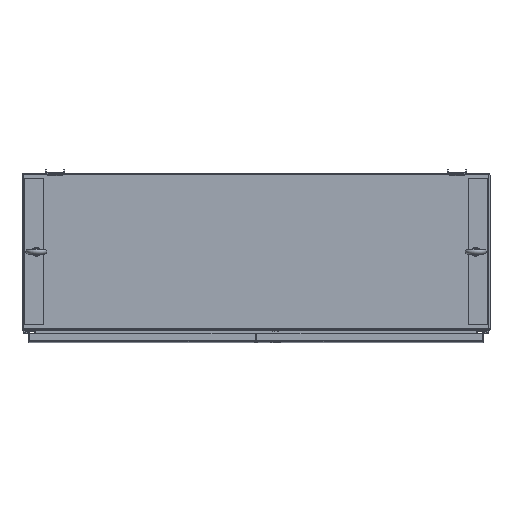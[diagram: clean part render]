
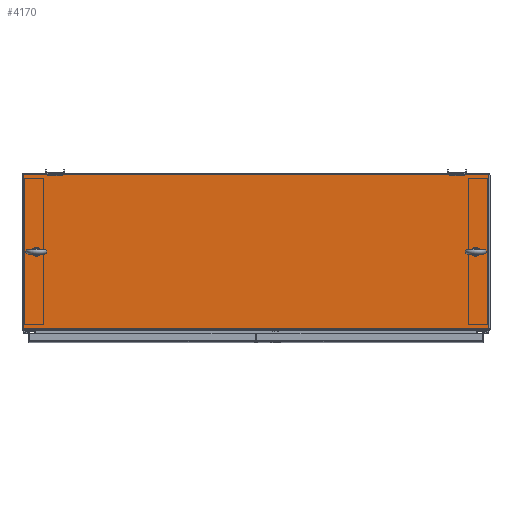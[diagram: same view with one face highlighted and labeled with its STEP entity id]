
A CAD part, top view. The second image highlights one B-rep face of the part: STEP entity #4170.
In plain terms, the highlighted planar face has unit normal (0, 0, 1).
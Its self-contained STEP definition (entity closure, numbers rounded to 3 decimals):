
#4170 = ADVANCED_FACE( '', ( #10620, #10621, #10622 ), #10623, .T. );
#10620 = FACE_BOUND( '', #21529, .T. );
#10621 = FACE_BOUND( '', #21530, .T. );
#10622 = FACE_OUTER_BOUND( '', #21531, .T. );
#10623 = PLANE( '', #21532 );
#21529 = EDGE_LOOP( '', ( #42651 ) );
#21530 = EDGE_LOOP( '', ( #42652 ) );
#21531 = EDGE_LOOP( '', ( #42653, #42654, #42655, #42656 ) );
#21532 = AXIS2_PLACEMENT_3D( '', #42657, #42658, #42659 );
#42651 = ORIENTED_EDGE( '', *, *, #73146, .T. );
#42652 = ORIENTED_EDGE( '', *, *, #73147, .T. );
#42653 = ORIENTED_EDGE( '', *, *, #73148, .T. );
#42654 = ORIENTED_EDGE( '', *, *, #73149, .T. );
#42655 = ORIENTED_EDGE( '', *, *, #73150, .T. );
#42656 = ORIENTED_EDGE( '', *, *, #73151, .T. );
#42657 = CARTESIAN_POINT( '', ( 0., 0., 0. ) );
#42658 = DIRECTION( '', ( 0., 0., 1. ) );
#42659 = DIRECTION( '', ( 1., 0., 0. ) );
#73146 = EDGE_CURVE( '', #83605, #83605, #83606, .T. );
#73147 = EDGE_CURVE( '', #83607, #83607, #83608, .T. );
#73148 = EDGE_CURVE( '', #83609, #83610, #83611, .T. );
#73149 = EDGE_CURVE( '', #83610, #83612, #83613, .T. );
#73150 = EDGE_CURVE( '', #83612, #83614, #83615, .T. );
#73151 = EDGE_CURVE( '', #83614, #83609, #83616, .T. );
#83605 = VERTEX_POINT( '', #101116 );
#83606 = CIRCLE( '', #101117, 7.938 );
#83607 = VERTEX_POINT( '', #101118 );
#83608 = CIRCLE( '', #101119, 7.938 );
#83609 = VERTEX_POINT( '', #101120 );
#83610 = VERTEX_POINT( '', #101121 );
#83611 = LINE( '', #101122, #101123 );
#83612 = VERTEX_POINT( '', #101124 );
#83613 = LINE( '', #101125, #101126 );
#83614 = VERTEX_POINT( '', #101127 );
#83615 = LINE( '', #101128, #101129 );
#83616 = LINE( '', #101130, #101131 );
#101116 = CARTESIAN_POINT( '', ( 580.2, 1.333, 0. ) );
#101117 = AXIS2_PLACEMENT_3D( '', #135277, #135278, #135279 );
#101118 = CARTESIAN_POINT( '', ( -564.325, 1.333, 0. ) );
#101119 = AXIS2_PLACEMENT_3D( '', #135280, #135281, #135282 );
#101120 = CARTESIAN_POINT( '', ( -606.933, 201.867, 0. ) );
#101121 = CARTESIAN_POINT( '', ( -606.933, -198.387, 0. ) );
#101122 = CARTESIAN_POINT( '', ( -606.933, 201.867, 0. ) );
#101123 = VECTOR( '', #135283, 1000. );
#101124 = CARTESIAN_POINT( '', ( 606.933, -198.387, 0. ) );
#101125 = CARTESIAN_POINT( '', ( -606.933, -198.387, 0. ) );
#101126 = VECTOR( '', #135284, 1000. );
#101127 = CARTESIAN_POINT( '', ( 606.933, 201.867, 0. ) );
#101128 = CARTESIAN_POINT( '', ( 606.933, -201.867, 0. ) );
#101129 = VECTOR( '', #135285, 1000. );
#101130 = CARTESIAN_POINT( '', ( 606.933, 201.867, 0. ) );
#101131 = VECTOR( '', #135286, 1000. );
#135277 = CARTESIAN_POINT( '', ( 572.262, 1.333, 0. ) );
#135278 = DIRECTION( '', ( 0., 0., -1. ) );
#135279 = DIRECTION( '', ( 1., 0., 0. ) );
#135280 = CARTESIAN_POINT( '', ( -572.262, 1.333, 0. ) );
#135281 = DIRECTION( '', ( 0., 0., -1. ) );
#135282 = DIRECTION( '', ( 1., 0., 0. ) );
#135283 = DIRECTION( '', ( 0., -1., 0. ) );
#135284 = DIRECTION( '', ( 1., 0., 0. ) );
#135285 = DIRECTION( '', ( 0., 1., 0. ) );
#135286 = DIRECTION( '', ( -1., 0., 0. ) );
